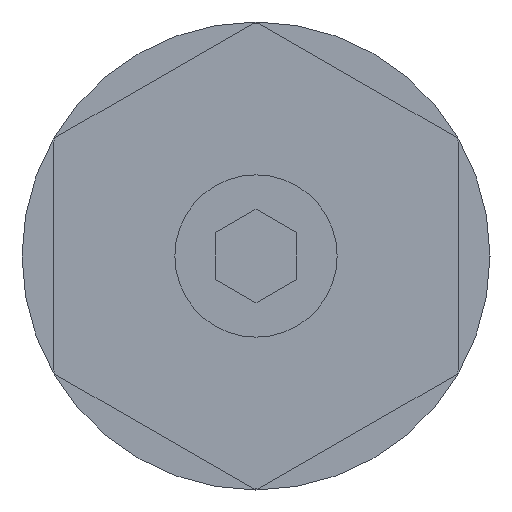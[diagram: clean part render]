
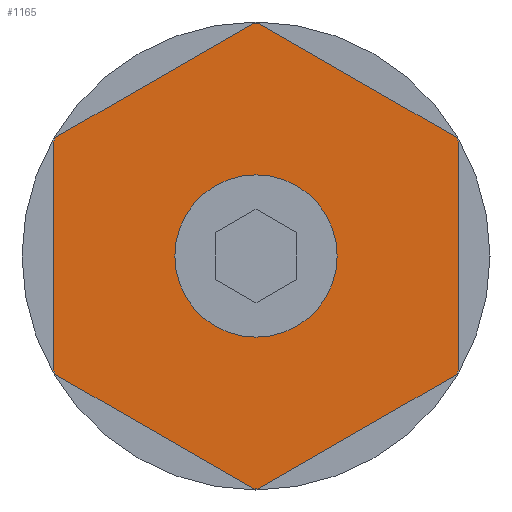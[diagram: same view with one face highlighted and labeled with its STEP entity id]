
A CAD part, left-side view. The second image highlights one B-rep face of the part: STEP entity #1165.
In plain terms, the highlighted planar face has unit normal (-1, 0, 0).
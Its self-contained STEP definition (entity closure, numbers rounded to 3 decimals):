
#13 = DIRECTION ( 'NONE',  ( -1., 0., 0. ) ) ;
#22 = CIRCLE ( 'NONE', #570, 3. ) ;
#39 = LINE ( 'NONE', #894, #140 ) ;
#40 = VERTEX_POINT ( 'NONE', #732 ) ;
#44 = VERTEX_POINT ( 'NONE', #1210 ) ;
#46 = CARTESIAN_POINT ( 'NONE',  ( 0., 0., 8.6 ) ) ;
#52 = CIRCLE ( 'NONE', #110, 3. ) ;
#86 = CARTESIAN_POINT ( 'NONE',  ( 0., 0., 0. ) ) ;
#96 = FACE_OUTER_BOUND ( 'NONE', #537, .T. ) ;
#97 = ORIENTED_EDGE ( 'NONE', *, *, #742, .T. ) ;
#110 = AXIS2_PLACEMENT_3D ( 'NONE', #574, #417, #203 ) ;
#127 = DIRECTION ( 'NONE',  ( -1., 0., 0. ) ) ;
#140 = VECTOR ( 'NONE', #1129, 1000. ) ;
#151 = VERTEX_POINT ( 'NONE', #177 ) ;
#177 = CARTESIAN_POINT ( 'NONE',  ( 0., -7.395, -4.391 ) ) ;
#178 = AXIS2_PLACEMENT_3D ( 'NONE', #217, #127, #414 ) ;
#203 = DIRECTION ( 'NONE',  ( 0., 0., 1. ) ) ;
#217 = CARTESIAN_POINT ( 'NONE',  ( 0., 0., 0. ) ) ;
#218 = CIRCLE ( 'NONE', #991, 8.6 ) ;
#227 = AXIS2_PLACEMENT_3D ( 'NONE', #1220, #444, #359 ) ;
#246 = CARTESIAN_POINT ( 'NONE',  ( 0., -0.105, -8.599 ) ) ;
#247 = EDGE_CURVE ( 'NONE', #786, #248, #493, .T. ) ;
#248 = VERTEX_POINT ( 'NONE', #389 ) ;
#254 = EDGE_CURVE ( 'NONE', #740, #786, #218, .T. ) ;
#262 = ORIENTED_EDGE ( 'NONE', *, *, #1060, .F. ) ;
#264 = EDGE_CURVE ( 'NONE', #151, #913, #796, .T. ) ;
#278 = EDGE_CURVE ( 'NONE', #453, #151, #1003, .T. ) ;
#282 = DIRECTION ( 'NONE',  ( 0., 0., 1. ) ) ;
#285 = EDGE_CURVE ( 'NONE', #633, #1202, #588, .T. ) ;
#296 = CARTESIAN_POINT ( 'NONE',  ( 0., -7.395, 4.391 ) ) ;
#300 = DIRECTION ( 'NONE',  ( -1., 0., 0. ) ) ;
#304 = DIRECTION ( 'NONE',  ( 0., 0., 1. ) ) ;
#321 = CARTESIAN_POINT ( 'NONE',  ( 0., 7.5, 4.33 ) ) ;
#345 = LINE ( 'NONE', #726, #940 ) ;
#359 = DIRECTION ( 'NONE',  ( 0., 0., -1. ) ) ;
#367 = ORIENTED_EDGE ( 'NONE', *, *, #1208, .T. ) ;
#372 = VERTEX_POINT ( 'NONE', #1101 ) ;
#375 = VECTOR ( 'NONE', #687, 1000. ) ;
#378 = DIRECTION ( 'NONE',  ( 0., 0., 1. ) ) ;
#389 = CARTESIAN_POINT ( 'NONE',  ( 0., 0.105, 8.599 ) ) ;
#392 = EDGE_CURVE ( 'NONE', #589, #740, #39, .T. ) ;
#407 = CARTESIAN_POINT ( 'NONE',  ( 0., -0.105, 8.599 ) ) ;
#414 = DIRECTION ( 'NONE',  ( 0., 0., 1. ) ) ;
#417 = DIRECTION ( 'NONE',  ( -1., 0., 0. ) ) ;
#430 = LINE ( 'NONE', #908, #541 ) ;
#434 = EDGE_CURVE ( 'NONE', #248, #608, #345, .T. ) ;
#444 = DIRECTION ( 'NONE',  ( 1., 0., 0. ) ) ;
#451 = FACE_BOUND ( 'NONE', #1018, .T. ) ;
#452 = VECTOR ( 'NONE', #801, 1000. ) ;
#453 = VERTEX_POINT ( 'NONE', #246 ) ;
#493 = CIRCLE ( 'NONE', #754, 8.6 ) ;
#496 = CARTESIAN_POINT ( 'NONE',  ( 0., 7.5, -4.33 ) ) ;
#531 = CARTESIAN_POINT ( 'NONE',  ( 0., -7.5, 4.208 ) ) ;
#537 = EDGE_LOOP ( 'NONE', ( #655, #367, #1063, #1020, #635, #867, #615, #1074, #916, #97, #629, #1001, #855 ) ) ;
#541 = VECTOR ( 'NONE', #815, 1000. ) ;
#542 = CARTESIAN_POINT ( 'NONE',  ( 0., 7.5, -4.208 ) ) ;
#547 = CIRCLE ( 'NONE', #1130, 8.6 ) ;
#551 = CARTESIAN_POINT ( 'NONE',  ( 0., -7.5, -4.208 ) ) ;
#565 = EDGE_CURVE ( 'NONE', #1202, #372, #1148, .T. ) ;
#570 = AXIS2_PLACEMENT_3D ( 'NONE', #619, #1010, #725 ) ;
#574 = CARTESIAN_POINT ( 'NONE',  ( 0., 0., 0. ) ) ;
#576 = CARTESIAN_POINT ( 'NONE',  ( 0., 7.395, 4.391 ) ) ;
#588 = LINE ( 'NONE', #321, #452 ) ;
#589 = VERTEX_POINT ( 'NONE', #296 ) ;
#599 = EDGE_CURVE ( 'NONE', #608, #633, #987, .T. ) ;
#608 = VERTEX_POINT ( 'NONE', #576 ) ;
#615 = ORIENTED_EDGE ( 'NONE', *, *, #599, .T. ) ;
#619 = CARTESIAN_POINT ( 'NONE',  ( 0., 0., 0. ) ) ;
#629 = ORIENTED_EDGE ( 'NONE', *, *, #958, .T. ) ;
#632 = VERTEX_POINT ( 'NONE', #1152 ) ;
#633 = VERTEX_POINT ( 'NONE', #1061 ) ;
#635 = ORIENTED_EDGE ( 'NONE', *, *, #247, .T. ) ;
#640 = CARTESIAN_POINT ( 'NONE',  ( 0., 0., 0. ) ) ;
#655 = ORIENTED_EDGE ( 'NONE', *, *, #1118, .T. ) ;
#667 = CARTESIAN_POINT ( 'NONE',  ( 0., 0., 0. ) ) ;
#674 = DIRECTION ( 'NONE',  ( 0., 0., 1. ) ) ;
#679 = DIRECTION ( 'NONE',  ( -1., 0., 0. ) ) ;
#687 = DIRECTION ( 'NONE',  ( 0., -0.866, 0.5 ) ) ;
#697 = DIRECTION ( 'NONE',  ( 0., -0.866, -0.5 ) ) ;
#703 = AXIS2_PLACEMENT_3D ( 'NONE', #640, #1032, #378 ) ;
#706 = AXIS2_PLACEMENT_3D ( 'NONE', #667, #679, #282 ) ;
#725 = DIRECTION ( 'NONE',  ( 0., 0., 1. ) ) ;
#726 = CARTESIAN_POINT ( 'NONE',  ( 0., 0., 8.66 ) ) ;
#732 = CARTESIAN_POINT ( 'NONE',  ( 0., 0., 3. ) ) ;
#740 = VERTEX_POINT ( 'NONE', #407 ) ;
#742 = EDGE_CURVE ( 'NONE', #372, #44, #789, .T. ) ;
#745 = PLANE ( 'NONE',  #227 ) ;
#754 = AXIS2_PLACEMENT_3D ( 'NONE', #866, #13, #304 ) ;
#774 = CARTESIAN_POINT ( 'NONE',  ( 0., 0., 0. ) ) ;
#776 = DIRECTION ( 'NONE',  ( 0., 0., 1. ) ) ;
#786 = VERTEX_POINT ( 'NONE', #46 ) ;
#789 = LINE ( 'NONE', #496, #829 ) ;
#796 = CIRCLE ( 'NONE', #178, 8.6 ) ;
#801 = DIRECTION ( 'NONE',  ( 0., 0., -1. ) ) ;
#815 = DIRECTION ( 'NONE',  ( 0., 0., 1. ) ) ;
#829 = VECTOR ( 'NONE', #697, 1000. ) ;
#855 = ORIENTED_EDGE ( 'NONE', *, *, #264, .T. ) ;
#866 = CARTESIAN_POINT ( 'NONE',  ( 0., 0., 0. ) ) ;
#867 = ORIENTED_EDGE ( 'NONE', *, *, #434, .T. ) ;
#894 = CARTESIAN_POINT ( 'NONE',  ( 0., -7.5, 4.33 ) ) ;
#908 = CARTESIAN_POINT ( 'NONE',  ( 0., -7.5, -4.33 ) ) ;
#913 = VERTEX_POINT ( 'NONE', #551 ) ;
#916 = ORIENTED_EDGE ( 'NONE', *, *, #565, .T. ) ;
#917 = EDGE_CURVE ( 'NONE', #632, #40, #22, .T. ) ;
#923 = DIRECTION ( 'NONE',  ( 0., 0.866, -0.5 ) ) ;
#927 = AXIS2_PLACEMENT_3D ( 'NONE', #86, #1042, #674 ) ;
#940 = VECTOR ( 'NONE', #923, 1000. ) ;
#958 = EDGE_CURVE ( 'NONE', #44, #453, #547, .T. ) ;
#970 = DIRECTION ( 'NONE',  ( 0., 0., 1. ) ) ;
#987 = CIRCLE ( 'NONE', #706, 8.6 ) ;
#991 = AXIS2_PLACEMENT_3D ( 'NONE', #774, #1068, #970 ) ;
#1001 = ORIENTED_EDGE ( 'NONE', *, *, #278, .T. ) ;
#1003 = LINE ( 'NONE', #1177, #375 ) ;
#1010 = DIRECTION ( 'NONE',  ( -1., 0., 0. ) ) ;
#1018 = EDGE_LOOP ( 'NONE', ( #262, #1126 ) ) ;
#1020 = ORIENTED_EDGE ( 'NONE', *, *, #254, .T. ) ;
#1032 = DIRECTION ( 'NONE',  ( -1., 0., 0. ) ) ;
#1042 = DIRECTION ( 'NONE',  ( -1., 0., 0. ) ) ;
#1060 = EDGE_CURVE ( 'NONE', #40, #632, #52, .T. ) ;
#1061 = CARTESIAN_POINT ( 'NONE',  ( 0., 7.5, 4.208 ) ) ;
#1063 = ORIENTED_EDGE ( 'NONE', *, *, #392, .T. ) ;
#1068 = DIRECTION ( 'NONE',  ( -1., 0., 0. ) ) ;
#1074 = ORIENTED_EDGE ( 'NONE', *, *, #285, .T. ) ;
#1090 = CIRCLE ( 'NONE', #703, 8.6 ) ;
#1101 = CARTESIAN_POINT ( 'NONE',  ( 0., 7.395, -4.391 ) ) ;
#1106 = VERTEX_POINT ( 'NONE', #531 ) ;
#1118 = EDGE_CURVE ( 'NONE', #913, #1106, #430, .T. ) ;
#1126 = ORIENTED_EDGE ( 'NONE', *, *, #917, .F. ) ;
#1129 = DIRECTION ( 'NONE',  ( 0., 0.866, 0.5 ) ) ;
#1130 = AXIS2_PLACEMENT_3D ( 'NONE', #1174, #300, #776 ) ;
#1148 = CIRCLE ( 'NONE', #927, 8.6 ) ;
#1152 = CARTESIAN_POINT ( 'NONE',  ( 0., 0., -3. ) ) ;
#1165 = ADVANCED_FACE ( 'NONE', ( #451, #96 ), #745, .F. ) ;
#1174 = CARTESIAN_POINT ( 'NONE',  ( 0., 0., 0. ) ) ;
#1177 = CARTESIAN_POINT ( 'NONE',  ( 0., 0., -8.66 ) ) ;
#1202 = VERTEX_POINT ( 'NONE', #542 ) ;
#1208 = EDGE_CURVE ( 'NONE', #1106, #589, #1090, .T. ) ;
#1210 = CARTESIAN_POINT ( 'NONE',  ( 0., 0.105, -8.599 ) ) ;
#1220 = CARTESIAN_POINT ( 'NONE',  ( 0., 3., 0. ) ) ;
